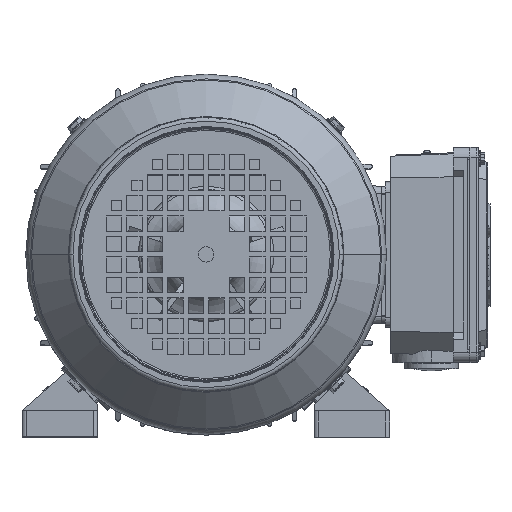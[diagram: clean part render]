
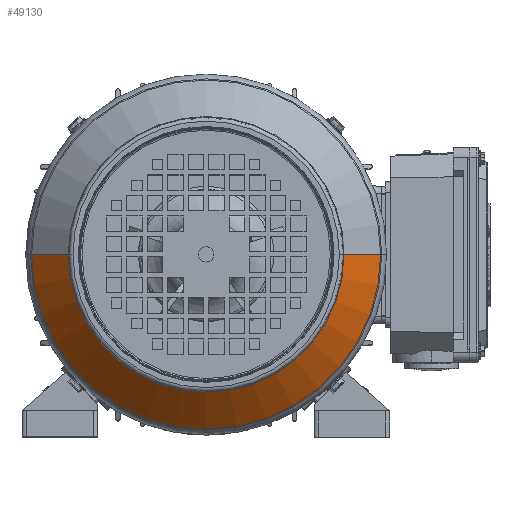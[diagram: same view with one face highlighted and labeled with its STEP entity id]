
A CAD part, top view. The second image highlights one B-rep face of the part: STEP entity #49130.
In plain terms, the highlighted conical face has half-angle 45 degrees and reference radius 85.707 mm.
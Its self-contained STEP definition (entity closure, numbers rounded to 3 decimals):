
#48732 = EDGE_CURVE ( 'NONE', #48734, #48735, #90974, .T. ) ;
#48734 = VERTEX_POINT ( 'NONE', #90965 ) ;
#48735 = VERTEX_POINT ( 'NONE', #91008 ) ;
#48786 = EDGE_CURVE ( 'NONE', #48734, #48787, #91084, .T. ) ;
#48787 = VERTEX_POINT ( 'NONE', #91080 ) ;
#48793 = VERTEX_POINT ( 'NONE', #91125 ) ;
#48797 = EDGE_CURVE ( 'NONE', #48735, #48793, #91124, .T. ) ;
#49123 = EDGE_CURVE ( 'NONE', #48787, #48793, #92048, .T. ) ;
#49130 = ADVANCED_FACE ( 'NONE', ( #92041 ), #92036, .T. ) ;
#49131 = EDGE_LOOP ( 'NONE', ( #49160, #49162, #49165, #49167 ) ) ;
#49160 = ORIENTED_EDGE ( 'NONE', *, *, #48786, .F. ) ;
#49162 = ORIENTED_EDGE ( 'NONE', *, *, #48732, .T. ) ;
#49165 = ORIENTED_EDGE ( 'NONE', *, *, #48797, .T. ) ;
#49167 = ORIENTED_EDGE ( 'NONE', *, *, #49123, .F. ) ;
#90965 = CARTESIAN_POINT ( 'NONE',  ( 67.293, 0., 83.707 ) ) ;
#90966 = DIRECTION ( 'NONE',  ( -1., 0., 0. ) ) ;
#90967 = DIRECTION ( 'NONE',  ( 0., 0., -1. ) ) ;
#90968 = CARTESIAN_POINT ( 'NONE',  ( 0., 0., 83.707 ) ) ;
#90969 = AXIS2_PLACEMENT_3D ( 'NONE', #90968, #90967, #90966 ) ;
#90974 = CIRCLE ( 'NONE', #90969, 67.293 ) ;
#91008 = CARTESIAN_POINT ( 'NONE',  ( -67.293, 0., 83.707 ) ) ;
#91080 = CARTESIAN_POINT ( 'NONE',  ( 85.707, 0., 65.293 ) ) ;
#91081 = DIRECTION ( 'NONE',  ( 0.707, 0., -0.707 ) ) ;
#91082 = VECTOR ( 'NONE', #91081, 1000. ) ;
#91083 = CARTESIAN_POINT ( 'NONE',  ( 85.707, 0., 65.293 ) ) ;
#91084 = LINE ( 'NONE', #91083, #91082 ) ;
#91121 = DIRECTION ( 'NONE',  ( -0.707, 0., -0.707 ) ) ;
#91122 = VECTOR ( 'NONE', #91121, 1000. ) ;
#91123 = CARTESIAN_POINT ( 'NONE',  ( -85.707, 0., 65.293 ) ) ;
#91124 = LINE ( 'NONE', #91123, #91122 ) ;
#91125 = CARTESIAN_POINT ( 'NONE',  ( -85.707, 0., 65.293 ) ) ;
#92031 = DIRECTION ( 'NONE',  ( -1., 0., 0. ) ) ;
#92032 = DIRECTION ( 'NONE',  ( 0., 0., -1. ) ) ;
#92033 = CARTESIAN_POINT ( 'NONE',  ( 0., 0., 65.293 ) ) ;
#92034 = AXIS2_PLACEMENT_3D ( 'NONE', #92033, #92032, #92031 ) ;
#92036 = CONICAL_SURFACE ( 'NONE', #92034, 85.707, 0.785 ) ;
#92041 = FACE_OUTER_BOUND ( 'NONE', #49131, .T. ) ;
#92044 = DIRECTION ( 'NONE',  ( -1., 0., 0. ) ) ;
#92045 = DIRECTION ( 'NONE',  ( 0., 0., -1. ) ) ;
#92046 = CARTESIAN_POINT ( 'NONE',  ( 0., 0., 65.293 ) ) ;
#92047 = AXIS2_PLACEMENT_3D ( 'NONE', #92046, #92045, #92044 ) ;
#92048 = CIRCLE ( 'NONE', #92047, 85.707 ) ;
